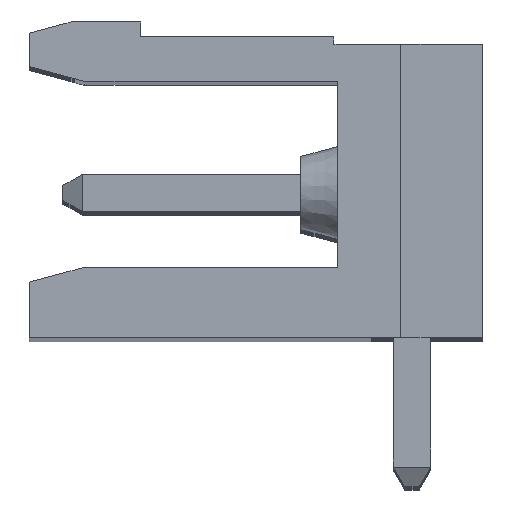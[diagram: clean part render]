
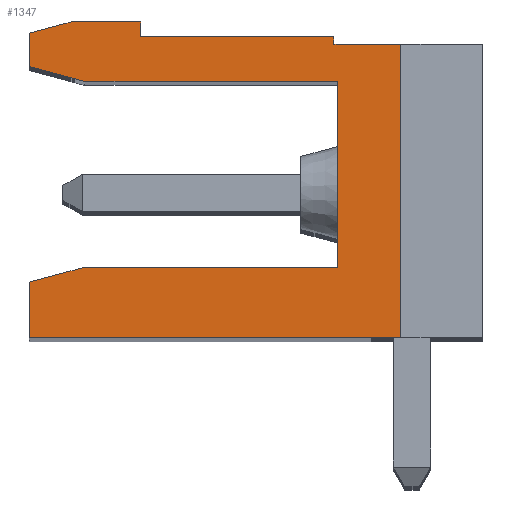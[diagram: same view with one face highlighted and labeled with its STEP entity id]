
A CAD part, top view. The second image highlights one B-rep face of the part: STEP entity #1347.
In plain terms, the highlighted planar face has unit normal (0, 0, 1).
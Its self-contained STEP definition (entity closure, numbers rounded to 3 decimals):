
#1347 = ADVANCED_FACE( '', ( #3034 ), #3035, .T. );
#3034 = FACE_OUTER_BOUND( '', #5060, .T. );
#3035 = PLANE( '', #5061 );
#5060 = EDGE_LOOP( '', ( #9153, #9154, #9155, #9156, #9157, #9158, #9159, #9160, #9161, #9162, #9163, #9164, #9165, #9166, #9167 ) );
#5061 = AXIS2_PLACEMENT_3D( '', #9168, #9169, #9170 );
#9153 = ORIENTED_EDGE( '', *, *, #12982, .F. );
#9154 = ORIENTED_EDGE( '', *, *, #13669, .F. );
#9155 = ORIENTED_EDGE( '', *, *, #12559, .F. );
#9156 = ORIENTED_EDGE( '', *, *, #13670, .F. );
#9157 = ORIENTED_EDGE( '', *, *, #13671, .F. );
#9158 = ORIENTED_EDGE( '', *, *, #13672, .T. );
#9159 = ORIENTED_EDGE( '', *, *, #13577, .F. );
#9160 = ORIENTED_EDGE( '', *, *, #13673, .F. );
#9161 = ORIENTED_EDGE( '', *, *, #13674, .F. );
#9162 = ORIENTED_EDGE( '', *, *, #13675, .F. );
#9163 = ORIENTED_EDGE( '', *, *, #13389, .F. );
#9164 = ORIENTED_EDGE( '', *, *, #13290, .T. );
#9165 = ORIENTED_EDGE( '', *, *, #12814, .T. );
#9166 = ORIENTED_EDGE( '', *, *, #13254, .T. );
#9167 = ORIENTED_EDGE( '', *, *, #12878, .T. );
#9168 = CARTESIAN_POINT( '', ( 194.225, 203.51, 76.2 ) );
#9169 = DIRECTION( '', ( 0., 0., 1. ) );
#9170 = DIRECTION( '', ( 1., 0., 0. ) );
#12559 = EDGE_CURVE( '', #15294, #15296, #15297, .T. );
#12814 = EDGE_CURVE( '', #15655, #15729, #15731, .T. );
#12878 = EDGE_CURVE( '', #15833, #15834, #15835, .T. );
#12982 = EDGE_CURVE( '', #15996, #15834, #15998, .T. );
#13254 = EDGE_CURVE( '', #15729, #15833, #16404, .T. );
#13290 = EDGE_CURVE( '', #16456, #15655, #16458, .T. );
#13389 = EDGE_CURVE( '', #16456, #16600, #16601, .T. );
#13577 = EDGE_CURVE( '', #16860, #16862, #16863, .T. );
#13669 = EDGE_CURVE( '', #15296, #15996, #16981, .T. );
#13670 = EDGE_CURVE( '', #16982, #15294, #16983, .T. );
#13671 = EDGE_CURVE( '', #16984, #16982, #16985, .T. );
#13672 = EDGE_CURVE( '', #16984, #16862, #16986, .T. );
#13673 = EDGE_CURVE( '', #16987, #16860, #16988, .T. );
#13674 = EDGE_CURVE( '', #16989, #16987, #16990, .T. );
#13675 = EDGE_CURVE( '', #16600, #16989, #16991, .T. );
#15294 = VERTEX_POINT( '', #19143 );
#15296 = VERTEX_POINT( '', #19146 );
#15297 = LINE( '', #19147, #19148 );
#15655 = VERTEX_POINT( '', #19664 );
#15729 = VERTEX_POINT( '', #19778 );
#15731 = LINE( '', #19781, #19782 );
#15833 = VERTEX_POINT( '', #19932 );
#15834 = VERTEX_POINT( '', #19933 );
#15835 = LINE( '', #19934, #19935 );
#15996 = VERTEX_POINT( '', #20172 );
#15998 = LINE( '', #20175, #20176 );
#16404 = LINE( '', #20786, #20787 );
#16456 = VERTEX_POINT( '', #20863 );
#16458 = LINE( '', #20866, #20867 );
#16600 = VERTEX_POINT( '', #21085 );
#16601 = LINE( '', #21086, #21087 );
#16860 = VERTEX_POINT( '', #21493 );
#16862 = VERTEX_POINT( '', #21496 );
#16863 = LINE( '', #21497, #21498 );
#16981 = LINE( '', #21676, #21677 );
#16982 = VERTEX_POINT( '', #21678 );
#16983 = LINE( '', #21679, #21680 );
#16984 = VERTEX_POINT( '', #21681 );
#16985 = LINE( '', #21682, #21683 );
#16986 = LINE( '', #21684, #21685 );
#16987 = VERTEX_POINT( '', #21686 );
#16988 = LINE( '', #21687, #21688 );
#16989 = VERTEX_POINT( '', #21689 );
#16990 = LINE( '', #21690, #21691 );
#16991 = LINE( '', #21692, #21693 );
#19143 = CARTESIAN_POINT( '', ( 202.525, 198.11, 76.2 ) );
#19146 = CARTESIAN_POINT( '', ( 202.525, 203.11, 76.2 ) );
#19147 = CARTESIAN_POINT( '', ( 202.525, 198.11, 76.2 ) );
#19148 = VECTOR( '', #23368, 1000. );
#19664 = CARTESIAN_POINT( '', ( 197.225, 204.71, 76.2 ) );
#19778 = CARTESIAN_POINT( '', ( 195.345, 204.71, 76.2 ) );
#19781 = CARTESIAN_POINT( '', ( 195.718, 204.71, 76.2 ) );
#19782 = VECTOR( '', #23616, 1000. );
#19932 = CARTESIAN_POINT( '', ( 194.225, 204.41, 76.2 ) );
#19933 = CARTESIAN_POINT( '', ( 194.225, 203.51, 76.2 ) );
#19934 = CARTESIAN_POINT( '', ( 194.225, 204.31, 76.2 ) );
#19935 = VECTOR( '', #23665, 1000. );
#20172 = CARTESIAN_POINT( '', ( 195.718, 203.11, 76.2 ) );
#20175 = CARTESIAN_POINT( '', ( 195.718, 203.11, 76.2 ) );
#20176 = VECTOR( '', #23752, 1000. );
#20786 = CARTESIAN_POINT( '', ( 194.225, 204.41, 76.2 ) );
#20787 = VECTOR( '', #23987, 1000. );
#20863 = CARTESIAN_POINT( '', ( 197.225, 204.31, 76.2 ) );
#20866 = CARTESIAN_POINT( '', ( 197.225, 204.81, 76.2 ) );
#20867 = VECTOR( '', #24013, 1000. );
#21085 = CARTESIAN_POINT( '', ( 202.425, 204.31, 76.2 ) );
#21086 = CARTESIAN_POINT( '', ( 202.425, 204.31, 76.2 ) );
#21087 = VECTOR( '', #24090, 1000. );
#21493 = CARTESIAN_POINT( '', ( 204.225, 196.21, 76.2 ) );
#21496 = CARTESIAN_POINT( '', ( 194.225, 196.21, 76.2 ) );
#21497 = CARTESIAN_POINT( '', ( 194.225, 196.21, 76.2 ) );
#21498 = VECTOR( '', #24242, 1000. );
#21676 = CARTESIAN_POINT( '', ( 202.525, 203.11, 76.2 ) );
#21677 = VECTOR( '', #24309, 1000. );
#21678 = CARTESIAN_POINT( '', ( 195.725, 198.11, 76.2 ) );
#21679 = CARTESIAN_POINT( '', ( 195.725, 198.11, 76.2 ) );
#21680 = VECTOR( '', #24310, 1000. );
#21681 = CARTESIAN_POINT( '', ( 194.225, 197.708, 76.2 ) );
#21682 = CARTESIAN_POINT( '', ( 194.225, 197.708, 76.2 ) );
#21683 = VECTOR( '', #24311, 1000. );
#21684 = CARTESIAN_POINT( '', ( 194.225, 204.31, 76.2 ) );
#21685 = VECTOR( '', #24312, 1000. );
#21686 = CARTESIAN_POINT( '', ( 204.225, 204.11, 76.2 ) );
#21687 = CARTESIAN_POINT( '', ( 204.225, 204.11, 76.2 ) );
#21688 = VECTOR( '', #24313, 1000. );
#21689 = CARTESIAN_POINT( '', ( 202.425, 204.11, 76.2 ) );
#21690 = CARTESIAN_POINT( '', ( 206.425, 204.11, 76.2 ) );
#21691 = VECTOR( '', #24314, 1000. );
#21692 = CARTESIAN_POINT( '', ( 202.425, 204.11, 76.2 ) );
#21693 = VECTOR( '', #24315, 1000. );
#23368 = DIRECTION( '', ( 0., 1., 0. ) );
#23616 = DIRECTION( '', ( -1., 0., 0. ) );
#23665 = DIRECTION( '', ( 0., -1., 0. ) );
#23752 = DIRECTION( '', ( -0.966, 0.259, 0. ) );
#23987 = DIRECTION( '', ( -0.966, -0.259, 0. ) );
#24013 = DIRECTION( '', ( 0., 1., 0. ) );
#24090 = DIRECTION( '', ( 1., 0., 0. ) );
#24242 = DIRECTION( '', ( -1., 0., 0. ) );
#24309 = DIRECTION( '', ( -1., 0., 0. ) );
#24310 = DIRECTION( '', ( 1., 0., 0. ) );
#24311 = DIRECTION( '', ( 0.966, 0.259, 0. ) );
#24312 = DIRECTION( '', ( 0., -1., 0. ) );
#24313 = DIRECTION( '', ( 0., -1., 0. ) );
#24314 = DIRECTION( '', ( 1., 0., 0. ) );
#24315 = DIRECTION( '', ( 0., -1., 0. ) );
